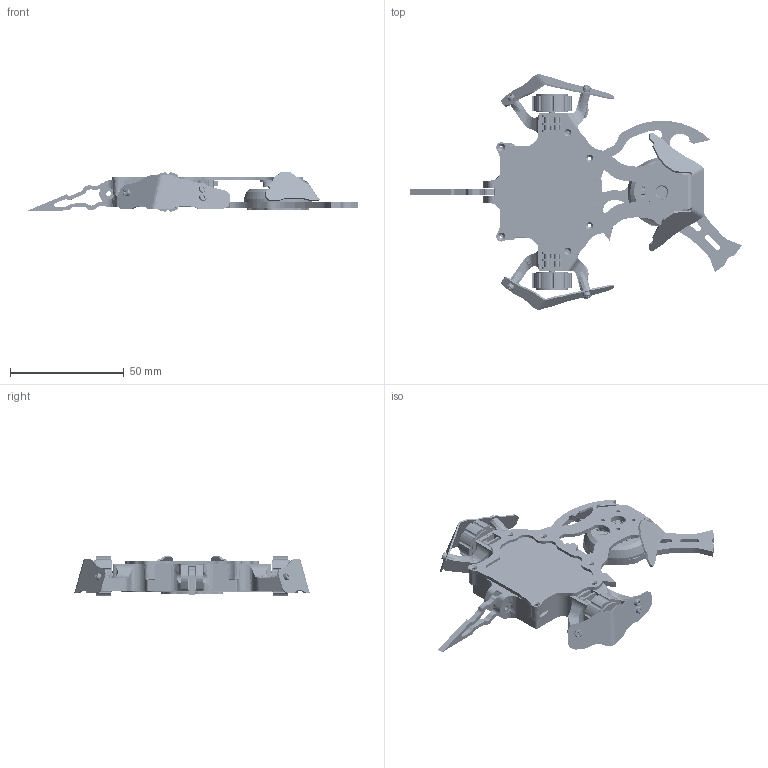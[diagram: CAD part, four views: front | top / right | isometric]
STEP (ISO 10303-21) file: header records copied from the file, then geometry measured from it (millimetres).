
FILE_DESCRIPTION(('FreeCAD Model'),'2;1');
FILE_NAME('Open CASCADE Shape Model','2025-05-02T12:17:44',('FreeCAD'),( 'FreeCAD'),'Open CASCADE STEP processor 7.6','FreeCAD','Unknown');
FILE_SCHEMA(('AUTOMOTIVE_DESIGN { 1 0 10303 214 1 1 1 1 }'));
Products named in the file (1): Open CASCADE STEP translator 7.6 1
Bounding box: 146.12 x 103.74 x 17.49 mm (x, y, z)
Volume: 35591.9 mm3; surface area: 45419.8 mm2
Topology: 56 solids, 824 shells, 4066 faces, 13076 edges, 9926 vertices
Faces by surface type: bspline 4066
Entity records: 189138 total; most frequent: CARTESIAN_POINT 117642, ORIENTED_EDGE 22053, EDGE_CURVE 13040, VERTEX_POINT 9926, B_SPLINE_CURVE_WITH_KNOTS 9725, FACE_BOUND 4465, EDGE_LOOP 4465, ADVANCED_FACE 4066
